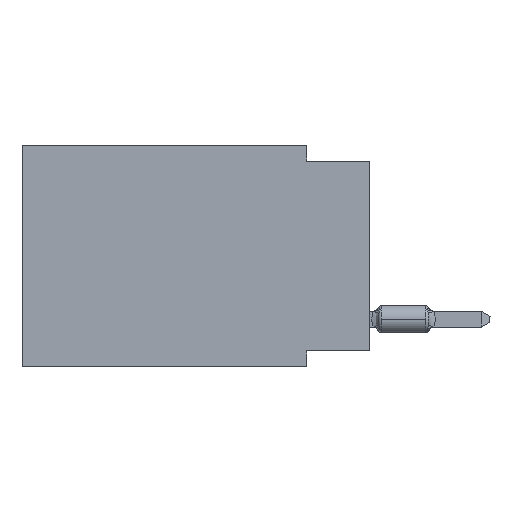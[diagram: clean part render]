
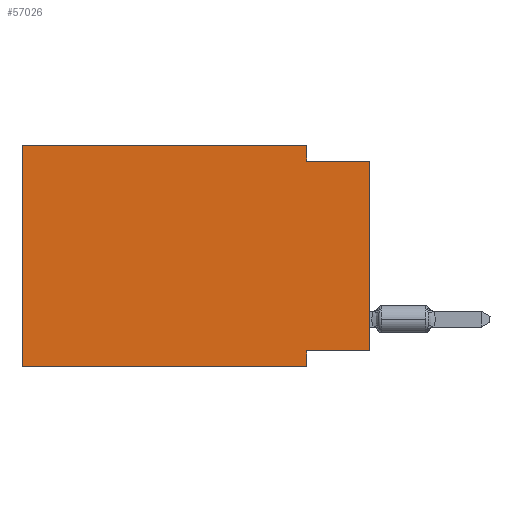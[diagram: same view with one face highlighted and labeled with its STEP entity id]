
A CAD part, left-side view. The second image highlights one B-rep face of the part: STEP entity #57026.
In plain terms, the highlighted planar face has unit normal (-1, 0, 0).
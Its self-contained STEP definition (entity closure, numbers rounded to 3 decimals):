
#626 = VECTOR ( 'NONE', #66284, 1000. ) ;
#1052 = PLANE ( 'NONE',  #31650 ) ;
#1255 = LINE ( 'NONE', #66193, #22271 ) ;
#4163 = ORIENTED_EDGE ( 'NONE', *, *, #4619, .T. ) ;
#4619 = EDGE_CURVE ( 'NONE', #28019, #41721, #1255, .T. ) ;
#5295 = VECTOR ( 'NONE', #68240, 1000. ) ;
#6033 = CARTESIAN_POINT ( 'NONE',  ( 0., 2.54, 0. ) ) ;
#6369 = EDGE_CURVE ( 'NONE', #16502, #71074, #53050, .T. ) ;
#7712 = LINE ( 'NONE', #37238, #75617 ) ;
#7808 = LINE ( 'NONE', #49389, #57357 ) ;
#10470 = VECTOR ( 'NONE', #52296, 1000. ) ;
#14202 = ORIENTED_EDGE ( 'NONE', *, *, #14795, .F. ) ;
#14589 = CARTESIAN_POINT ( 'NONE',  ( 0., 2.54, 0. ) ) ;
#14795 = EDGE_CURVE ( 'NONE', #72080, #67625, #67111, .T. ) ;
#14843 = ORIENTED_EDGE ( 'NONE', *, *, #59309, .F. ) ;
#16502 = VERTEX_POINT ( 'NONE', #14589 ) ;
#17426 = CARTESIAN_POINT ( 'NONE',  ( 0., 13.97, -8.89 ) ) ;
#17694 = CARTESIAN_POINT ( 'NONE',  ( 0., 2.54, -8.89 ) ) ;
#18227 = DIRECTION ( 'NONE',  ( 0., -1., 0. ) ) ;
#19639 = LINE ( 'NONE', #49551, #50975 ) ;
#20766 = DIRECTION ( 'NONE',  ( 0., 1., 0. ) ) ;
#20843 = CARTESIAN_POINT ( 'NONE',  ( 0., 2.54, -0.635 ) ) ;
#22271 = VECTOR ( 'NONE', #24954, 1000. ) ;
#24954 = DIRECTION ( 'NONE',  ( 0., 0., 1. ) ) ;
#25896 = VERTEX_POINT ( 'NONE', #36948 ) ;
#26278 = EDGE_CURVE ( 'NONE', #71074, #41721, #7712, .T. ) ;
#27145 = CARTESIAN_POINT ( 'NONE',  ( 0., 0., -0.635 ) ) ;
#28019 = VERTEX_POINT ( 'NONE', #38647 ) ;
#28645 = EDGE_LOOP ( 'NONE', ( #4163, #34835, #45393, #61709, #14202, #51937, #14843, #37903 ) ) ;
#31348 = FACE_OUTER_BOUND ( 'NONE', #28645, .T. ) ;
#31650 = AXIS2_PLACEMENT_3D ( 'NONE', #55063, #36796, #48455 ) ;
#31695 = CARTESIAN_POINT ( 'NONE',  ( 0., 13.97, 0. ) ) ;
#33478 = EDGE_CURVE ( 'NONE', #72080, #35365, #7808, .T. ) ;
#33658 = VECTOR ( 'NONE', #34824, 1000. ) ;
#34824 = DIRECTION ( 'NONE',  ( 0., -1., 0. ) ) ;
#34835 = ORIENTED_EDGE ( 'NONE', *, *, #26278, .F. ) ;
#35365 = VERTEX_POINT ( 'NONE', #56934 ) ;
#36796 = DIRECTION ( 'NONE',  ( 1., 0., 0. ) ) ;
#36948 = CARTESIAN_POINT ( 'NONE',  ( 0., 2.54, -8.255 ) ) ;
#37238 = CARTESIAN_POINT ( 'NONE',  ( 0., 0., -0.635 ) ) ;
#37720 = CARTESIAN_POINT ( 'NONE',  ( 0., 13.97, 0. ) ) ;
#37903 = ORIENTED_EDGE ( 'NONE', *, *, #51034, .F. ) ;
#38647 = CARTESIAN_POINT ( 'NONE',  ( 0., 0., -8.255 ) ) ;
#39918 = DIRECTION ( 'NONE',  ( 0., -1., 0. ) ) ;
#40652 = CARTESIAN_POINT ( 'NONE',  ( 0., 13.97, 0. ) ) ;
#41721 = VERTEX_POINT ( 'NONE', #27145 ) ;
#45393 = ORIENTED_EDGE ( 'NONE', *, *, #6369, .F. ) ;
#48455 = DIRECTION ( 'NONE',  ( 0., 0., -1. ) ) ;
#49389 = CARTESIAN_POINT ( 'NONE',  ( 0., 13.97, -8.89 ) ) ;
#49551 = CARTESIAN_POINT ( 'NONE',  ( 0., 0., -8.255 ) ) ;
#50975 = VECTOR ( 'NONE', #20766, 1000. ) ;
#51034 = EDGE_CURVE ( 'NONE', #28019, #25896, #19639, .T. ) ;
#51937 = ORIENTED_EDGE ( 'NONE', *, *, #33478, .T. ) ;
#52015 = EDGE_CURVE ( 'NONE', #67625, #16502, #63646, .T. ) ;
#52296 = DIRECTION ( 'NONE',  ( 0., 0., -1. ) ) ;
#53050 = LINE ( 'NONE', #6033, #626 ) ;
#53063 = LINE ( 'NONE', #17694, #10470 ) ;
#55063 = CARTESIAN_POINT ( 'NONE',  ( 0., 13.97, 0. ) ) ;
#56934 = CARTESIAN_POINT ( 'NONE',  ( 0., 2.54, -8.89 ) ) ;
#57026 = ADVANCED_FACE ( 'NONE', ( #31348 ), #1052, .F. ) ;
#57357 = VECTOR ( 'NONE', #39918, 1000. ) ;
#59309 = EDGE_CURVE ( 'NONE', #25896, #35365, #53063, .T. ) ;
#61709 = ORIENTED_EDGE ( 'NONE', *, *, #52015, .F. ) ;
#63646 = LINE ( 'NONE', #40652, #33658 ) ;
#66193 = CARTESIAN_POINT ( 'NONE',  ( 0., 0., 0. ) ) ;
#66284 = DIRECTION ( 'NONE',  ( 0., 0., -1. ) ) ;
#67111 = LINE ( 'NONE', #31695, #5295 ) ;
#67625 = VERTEX_POINT ( 'NONE', #37720 ) ;
#68240 = DIRECTION ( 'NONE',  ( 0., 0., 1. ) ) ;
#71074 = VERTEX_POINT ( 'NONE', #20843 ) ;
#72080 = VERTEX_POINT ( 'NONE', #17426 ) ;
#75617 = VECTOR ( 'NONE', #18227, 1000. ) ;
